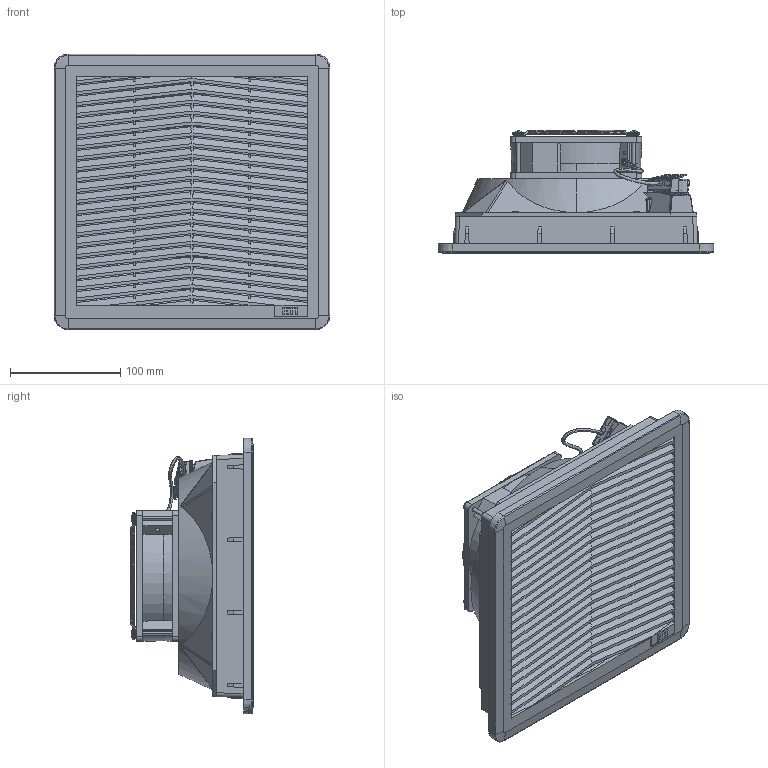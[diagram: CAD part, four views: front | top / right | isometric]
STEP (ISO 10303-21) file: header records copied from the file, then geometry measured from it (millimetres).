
FILE_DESCRIPTION((''),'2;1');
FILE_NAME('ASM0001_ASM','2024-08-26T07:49:07',('klemen.sitar'),('Audax d.o.o.'),'CREO PARAMETRIC BY PTC INC, 2021304','CREO PARAMETRIC BY PTC INC, 2021304','');
FILE_SCHEMA(('AP242_MANAGED_MODEL_BASED_3D_ENGINEERING_MIM_LF { 1 0 10303 442 1 1 4 }'));
Products named in the file (13): DOCUMENT_A_1_2_ASM; BREP_1-12; BREP_1-13; BREP_1-14; BREP_1-15; IMPORTATO2; PRT0010; PRT0011; PRT0012; PRT0013; PRT0014; PRT0006_1_1_1_1_1_1; ASM0001_ASM
Assembly tree (12 placements, depth 2):
  ASM0001_ASM
    DOCUMENT_A_1_2_ASM
    BREP_1-12
    BREP_1-13
    BREP_1-14
    BREP_1-15
    IMPORTATO2
    PRT0010
    PRT0011
    PRT0012
    PRT0013
    PRT0014
    PRT0006_1_1_1_1_1_1
Bounding box: 250.14 x 111.8 x 250.12 mm (x, y, z)
Volume: 6926.4 mm3; surface area: 307437.9 mm2
Topology: 5 solids, 18 shells, 1828 faces, 5957 edges, 3947 vertices
Faces by surface type: plane 1303, cylinder 296, torus 92, bspline 61, cone 56, sphere 20
Entity records: 147714 total; most frequent: CARTESIAN_POINT 64652, ORIENTED_EDGE 11268, DIRECTION 9527, PRESENTATION_STYLE_ASSIGNMENT 7796, STYLED_ITEM 7796, CURVE_STYLE 5951, EDGE_CURVE 5951, VECTOR 4201
